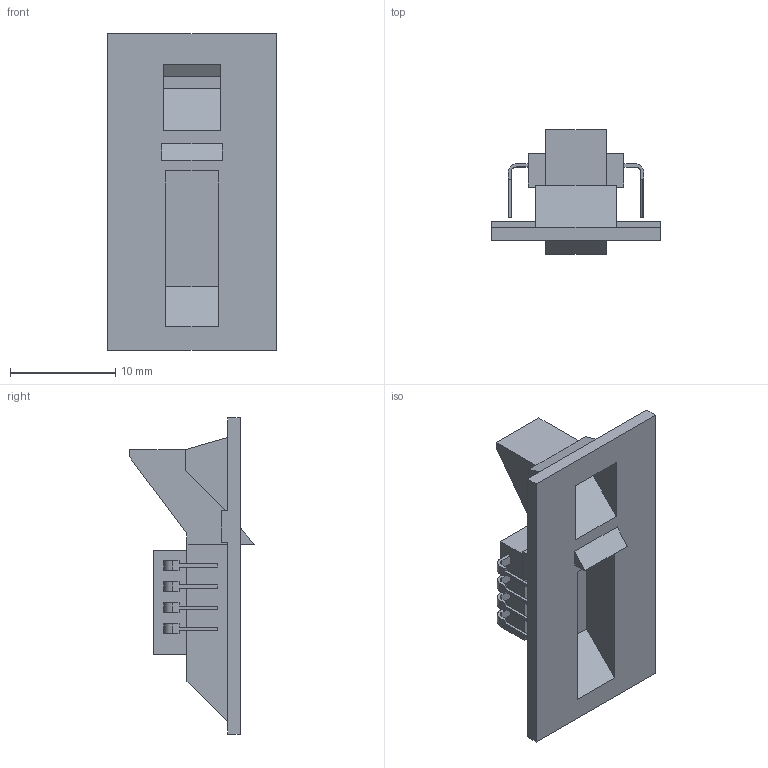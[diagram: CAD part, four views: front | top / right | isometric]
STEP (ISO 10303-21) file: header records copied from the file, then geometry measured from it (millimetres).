
FILE_DESCRIPTION (( 'STEP AP203' ), '1' );
FILE_NAME ('ADNS-5050.STEP', '2021-04-08T08:36:51', ( '' ), ( '' ), 'SwSTEP 2.0', 'SolidWorks 2020', '' );
FILE_SCHEMA (( 'CONFIG_CONTROL_DESIGN' ));
Length unit declared in the file: millimetre
Products named in the file (3): ADNS-5050; ADNS-5050-Optic
Assembly tree (2 placements, depth 2):
  ADNS-5050
    ADNS-5050
    ADNS-5050-Optic
Bounding box: 16 x 11.85 x 30 mm (x, y, z)
Volume: 1385.7 mm3; surface area: 2013.2 mm2
Topology: 2 solids, 2 shells, 170 faces, 444 edges, 292 vertices
Faces by surface type: plane 138, cylinder 28, cone 4
Entity records: 5459 total; most frequent: CARTESIAN_POINT 911, ORIENTED_EDGE 888, DIRECTION 856, EDGE_CURVE 444, VECTOR 382, LINE 382, VERTEX_POINT 292, AXIS2_PLACEMENT_3D 237
